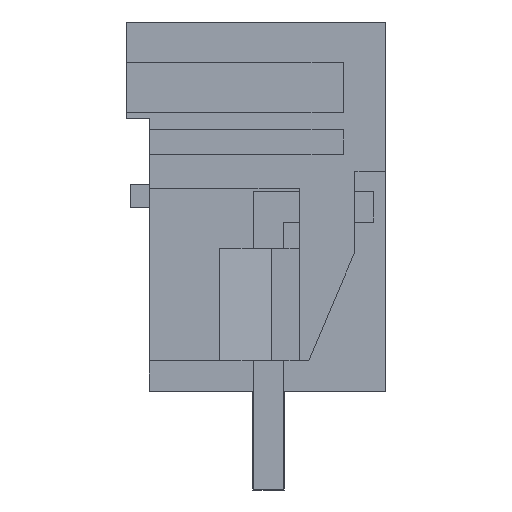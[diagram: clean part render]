
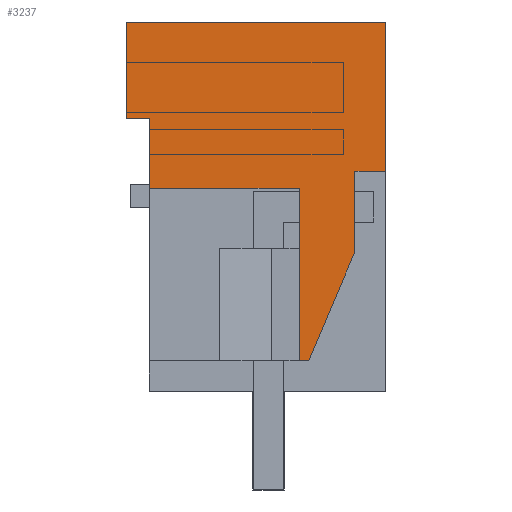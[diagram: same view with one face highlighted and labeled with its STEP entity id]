
A CAD part, left-side view. The second image highlights one B-rep face of the part: STEP entity #3237.
In plain terms, the highlighted planar face has unit normal (-1, 0, 0).
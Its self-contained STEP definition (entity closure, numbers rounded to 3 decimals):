
#3170=AXIS2_PLACEMENT_3D('Plane Axis2P3D',#3167,#3168,#3169) ;
#411=CARTESIAN_POINT('Vertex',(0.,7.68,9.8)) ;
#414=CARTESIAN_POINT('Line Origine',(0.,7.68,10.94)) ;
#418=CARTESIAN_POINT('Vertex',(0.,7.68,12.08)) ;
#2996=CARTESIAN_POINT('Vertex',(0.,2.501,4.2)) ;
#2999=CARTESIAN_POINT('Line Origine',(0.,2.655,4.2)) ;
#3003=CARTESIAN_POINT('Vertex',(0.,2.81,4.2)) ;
#3151=CARTESIAN_POINT('Vertex',(0.,2.81,9.8)) ;
#3154=CARTESIAN_POINT('Line Origine',(0.,5.245,9.8)) ;
#3167=CARTESIAN_POINT('Axis2P3D Location',(0.,8.43,1.7)) ;
#3172=CARTESIAN_POINT('Line Origine',(0.,1.752,5.968)) ;
#3176=CARTESIAN_POINT('Vertex',(0.,1.003,7.735)) ;
#3179=CARTESIAN_POINT('Line Origine',(0.,1.003,9.041)) ;
#3183=CARTESIAN_POINT('Vertex',(0.,1.003,10.346)) ;
#3186=CARTESIAN_POINT('Line Origine',(0.,0.501,10.346)) ;
#3190=CARTESIAN_POINT('Vertex',(0.,0.,10.346)) ;
#3193=CARTESIAN_POINT('Line Origine',(0.,0.,12.773)) ;
#3197=CARTESIAN_POINT('Vertex',(0.,0.,15.2)) ;
#3200=CARTESIAN_POINT('Line Origine',(0.,4.215,15.2)) ;
#3204=CARTESIAN_POINT('Vertex',(0.,8.43,15.2)) ;
#3207=CARTESIAN_POINT('Line Origine',(0.,8.43,13.64)) ;
#3211=CARTESIAN_POINT('Vertex',(0.,8.43,12.08)) ;
#3214=CARTESIAN_POINT('Line Origine',(0.,8.055,12.08)) ;
#3219=CARTESIAN_POINT('Line Origine',(0.,2.81,7.)) ;
#415=DIRECTION('Vector Direction',(0.,0.,-1.)) ;
#3000=DIRECTION('Vector Direction',(0.,1.,0.)) ;
#3155=DIRECTION('Vector Direction',(0.,1.,0.)) ;
#3168=DIRECTION('Axis2P3D Direction',(-1.,0.,0.)) ;
#3169=DIRECTION('Axis2P3D XDirection',(0.,1.,0.)) ;
#3173=DIRECTION('Vector Direction',(0.,0.39,-0.921)) ;
#3180=DIRECTION('Vector Direction',(0.,0.,-1.)) ;
#3187=DIRECTION('Vector Direction',(0.,1.,0.)) ;
#3194=DIRECTION('Vector Direction',(0.,0.,1.)) ;
#3201=DIRECTION('Vector Direction',(0.,1.,0.)) ;
#3208=DIRECTION('Vector Direction',(0.,0.,-1.)) ;
#3215=DIRECTION('Vector Direction',(0.,-1.,0.)) ;
#3220=DIRECTION('Vector Direction',(0.,0.,1.)) ;
#416=VECTOR('Line Direction',#415,1.) ;
#3001=VECTOR('Line Direction',#3000,1.) ;
#3156=VECTOR('Line Direction',#3155,1.) ;
#3174=VECTOR('Line Direction',#3173,1.) ;
#3181=VECTOR('Line Direction',#3180,1.) ;
#3188=VECTOR('Line Direction',#3187,1.) ;
#3195=VECTOR('Line Direction',#3194,1.) ;
#3202=VECTOR('Line Direction',#3201,1.) ;
#3209=VECTOR('Line Direction',#3208,1.) ;
#3216=VECTOR('Line Direction',#3215,1.) ;
#3221=VECTOR('Line Direction',#3220,1.) ;
#3225=ORIENTED_EDGE('',*,*,#3005,.F.) ;
#3226=ORIENTED_EDGE('',*,*,#3178,.F.) ;
#3227=ORIENTED_EDGE('',*,*,#3185,.F.) ;
#3228=ORIENTED_EDGE('',*,*,#3192,.F.) ;
#3229=ORIENTED_EDGE('',*,*,#3199,.T.) ;
#3230=ORIENTED_EDGE('',*,*,#3206,.T.) ;
#3231=ORIENTED_EDGE('',*,*,#3213,.T.) ;
#3232=ORIENTED_EDGE('',*,*,#3218,.T.) ;
#3233=ORIENTED_EDGE('',*,*,#420,.T.) ;
#3234=ORIENTED_EDGE('',*,*,#3158,.F.) ;
#3235=ORIENTED_EDGE('',*,*,#3223,.F.) ;
#3237=ADVANCED_FACE('HOUSING',(#3236),#3171,.T.) ;
#420=EDGE_CURVE('',#419,#412,#417,.T.) ;
#3005=EDGE_CURVE('',#2997,#3004,#3002,.T.) ;
#3158=EDGE_CURVE('',#3152,#412,#3157,.T.) ;
#3178=EDGE_CURVE('',#3177,#2997,#3175,.T.) ;
#3185=EDGE_CURVE('',#3184,#3177,#3182,.T.) ;
#3192=EDGE_CURVE('',#3191,#3184,#3189,.T.) ;
#3199=EDGE_CURVE('',#3191,#3198,#3196,.T.) ;
#3206=EDGE_CURVE('',#3198,#3205,#3203,.T.) ;
#3213=EDGE_CURVE('',#3205,#3212,#3210,.T.) ;
#3218=EDGE_CURVE('',#3212,#419,#3217,.T.) ;
#3223=EDGE_CURVE('',#3004,#3152,#3222,.T.) ;
#3224=EDGE_LOOP('',(#3225,#3226,#3227,#3228,#3229,#3230,#3231,#3232,#3233,#3234,#3235)) ;
#3236=FACE_OUTER_BOUND('',#3224,.T.) ;
#417=LINE('Line',#414,#416) ;
#3002=LINE('Line',#2999,#3001) ;
#3157=LINE('Line',#3154,#3156) ;
#3175=LINE('Line',#3172,#3174) ;
#3182=LINE('Line',#3179,#3181) ;
#3189=LINE('Line',#3186,#3188) ;
#3196=LINE('Line',#3193,#3195) ;
#3203=LINE('Line',#3200,#3202) ;
#3210=LINE('Line',#3207,#3209) ;
#3217=LINE('Line',#3214,#3216) ;
#3222=LINE('Line',#3219,#3221) ;
#3171=PLANE('',#3170) ;
#412=VERTEX_POINT('',#411) ;
#419=VERTEX_POINT('',#418) ;
#2997=VERTEX_POINT('',#2996) ;
#3004=VERTEX_POINT('',#3003) ;
#3152=VERTEX_POINT('',#3151) ;
#3177=VERTEX_POINT('',#3176) ;
#3184=VERTEX_POINT('',#3183) ;
#3191=VERTEX_POINT('',#3190) ;
#3198=VERTEX_POINT('',#3197) ;
#3205=VERTEX_POINT('',#3204) ;
#3212=VERTEX_POINT('',#3211) ;
